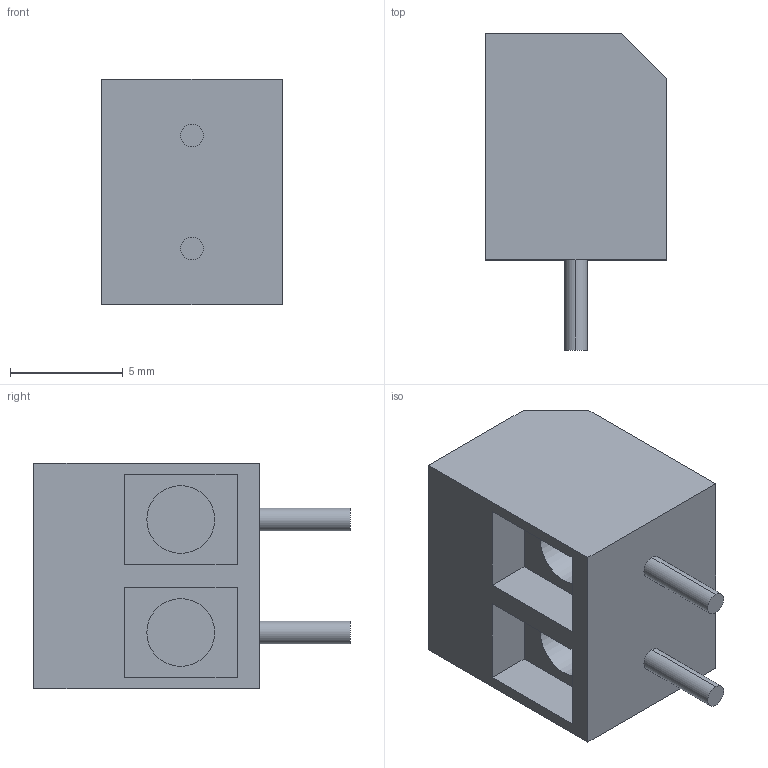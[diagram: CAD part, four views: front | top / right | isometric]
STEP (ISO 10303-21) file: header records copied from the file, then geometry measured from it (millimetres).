
FILE_DESCRIPTION (( 'STEP AP214' ), '1' );
FILE_NAME ('Bornera de 2 pines blue.STEP', '2019-10-11T03:44:23', ( '' ), ( '' ), 'SwSTEP 2.0', 'SolidWorks 2016', '' );
FILE_SCHEMA (( 'AUTOMOTIVE_DESIGN' ));
Length unit declared in the file: millimetre
Products named in the file (1): Bornera de 2 pines blue
Bounding box: 8 x 14 x 10 mm (x, y, z)
Volume: 626.8 mm3; surface area: 711.9 mm2
Topology: 1 solids, 1 shells, 45 faces, 99 edges, 66 vertices
Faces by surface type: plane 33, cylinder 12
Entity records: 1766 total; most frequent: DIRECTION 215, CARTESIAN_POINT 211, ORIENTED_EDGE 198, EDGE_CURVE 99, VECTOR 75, LINE 75, AXIS2_PLACEMENT_3D 70, VERTEX_POINT 66
